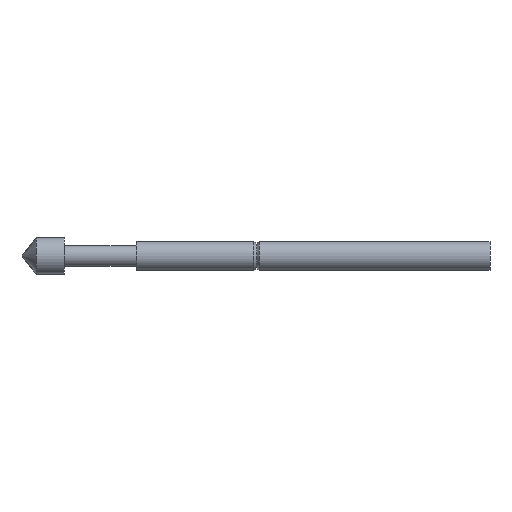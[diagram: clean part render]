
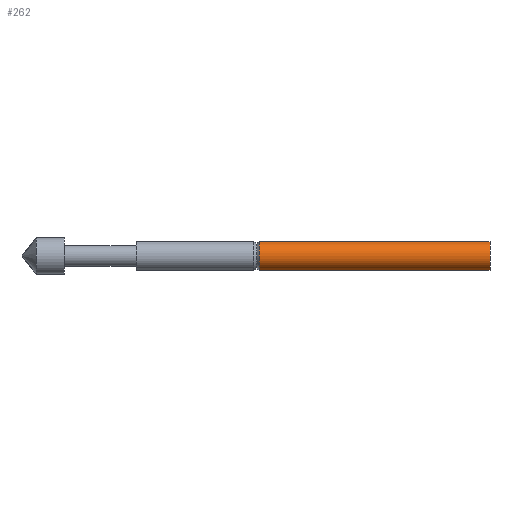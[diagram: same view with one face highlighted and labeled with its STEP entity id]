
A CAD part, left-side view. The second image highlights one B-rep face of the part: STEP entity #262.
In plain terms, the highlighted cylindrical face has radius 0.51 mm (diameter 1.02 mm), a partial arc.
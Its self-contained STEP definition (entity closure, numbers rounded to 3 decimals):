
#204 = VERTEX_POINT('',#205);
#205 = CARTESIAN_POINT('',(0.,8.15,0.51));
#212 = VERTEX_POINT('',#213);
#213 = CARTESIAN_POINT('',(0.,8.15,-0.51));
#235 = EDGE_CURVE('',#204,#236,#238,.T.);
#236 = VERTEX_POINT('',#237);
#237 = CARTESIAN_POINT('',(0.,0.,0.51));
#238 = LINE('',#239,#240);
#239 = CARTESIAN_POINT('',(0.,12.5,0.51));
#240 = VECTOR('',#241,1.);
#241 = DIRECTION('',(-0.,-1.,-0.));
#244 = VERTEX_POINT('',#245);
#245 = CARTESIAN_POINT('',(0.,0.,-0.51));
#252 = EDGE_CURVE('',#212,#244,#253,.T.);
#253 = LINE('',#254,#255);
#254 = CARTESIAN_POINT('',(0.,12.5,-0.51));
#255 = VECTOR('',#256,1.);
#256 = DIRECTION('',(-0.,-1.,-0.));
#262 = ADVANCED_FACE('',(#263),#281,.T.);
#263 = FACE_BOUND('',#264,.T.);
#264 = EDGE_LOOP('',(#265,#266,#273,#274));
#265 = ORIENTED_EDGE('',*,*,#235,.F.);
#266 = ORIENTED_EDGE('',*,*,#267,.F.);
#267 = EDGE_CURVE('',#212,#204,#268,.T.);
#268 = CIRCLE('',#269,0.51);
#269 = AXIS2_PLACEMENT_3D('',#270,#271,#272);
#270 = CARTESIAN_POINT('',(0.,8.15,0.));
#271 = DIRECTION('',(0.,1.,0.));
#272 = DIRECTION('',(0.,0.,1.));
#273 = ORIENTED_EDGE('',*,*,#252,.T.);
#274 = ORIENTED_EDGE('',*,*,#275,.T.);
#275 = EDGE_CURVE('',#244,#236,#276,.T.);
#276 = CIRCLE('',#277,0.51);
#277 = AXIS2_PLACEMENT_3D('',#278,#279,#280);
#278 = CARTESIAN_POINT('',(0.,0.,0.));
#279 = DIRECTION('',(0.,1.,0.));
#280 = DIRECTION('',(0.,0.,1.));
#281 = CYLINDRICAL_SURFACE('',#282,0.51);
#282 = AXIS2_PLACEMENT_3D('',#283,#284,#285);
#283 = CARTESIAN_POINT('',(0.,12.5,0.));
#284 = DIRECTION('',(-0.,-1.,-0.));
#285 = DIRECTION('',(0.,0.,-1.));
